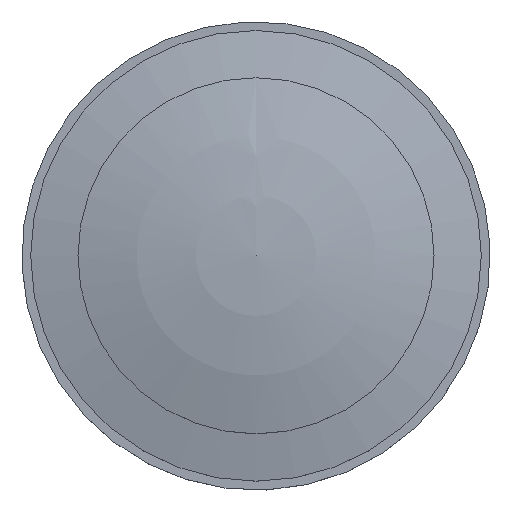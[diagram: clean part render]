
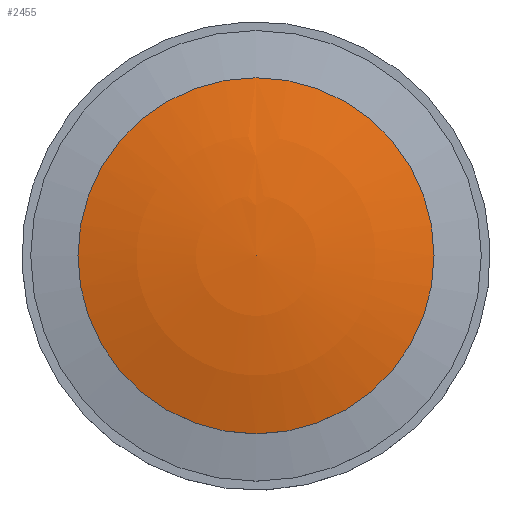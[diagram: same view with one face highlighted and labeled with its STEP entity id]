
A CAD part, top view. The second image highlights one B-rep face of the part: STEP entity #2455.
In plain terms, the highlighted spherical face has radius 40.8 mm.
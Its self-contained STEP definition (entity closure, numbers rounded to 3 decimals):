
#26=SPHERICAL_SURFACE($,#2690,40.8);
#685=FACE_BOUND($,#830,.T.);
#830=EDGE_LOOP($,(#2107));
#976=CIRCLE($,#2691,11.025);
#1177=VERTEX_POINT($,#4304);
#1502=EDGE_CURVE($,#1177,#1177,#976,.T.);
#2107=ORIENTED_EDGE($,*,*,#1502,.T.);
#2455=ADVANCED_FACE($,(#685),#26,.T.);
#2690=AXIS2_PLACEMENT_3D($,#4303,#3286,#3287);
#2691=AXIS2_PLACEMENT_3D($,#4305,#3288,#3289);
#3286=DIRECTION('center_axis',(0.,0.,
1.));
#3287=DIRECTION('ref_axis',(0.,1.,0.));
#3288=DIRECTION('center_axis',(0.,0.,
1.));
#3289=DIRECTION('ref_axis',(0.,-1.,0.));
#4303=CARTESIAN_POINT('Origin',(9.76,11.39,-23.036));
#4304=CARTESIAN_POINT('',(9.76,0.365,16.246));
#4305=CARTESIAN_POINT('Origin',(9.76,11.39,16.246));
